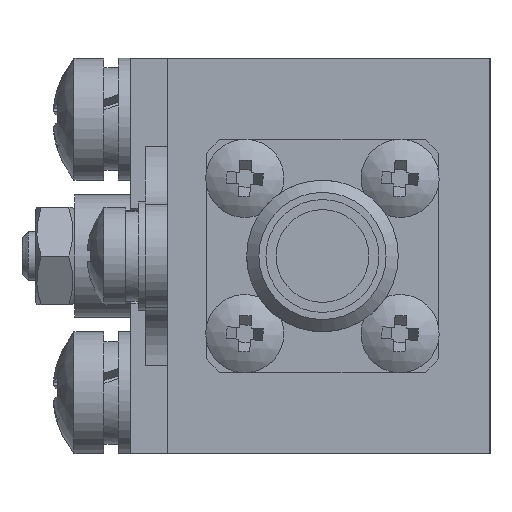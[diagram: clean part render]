
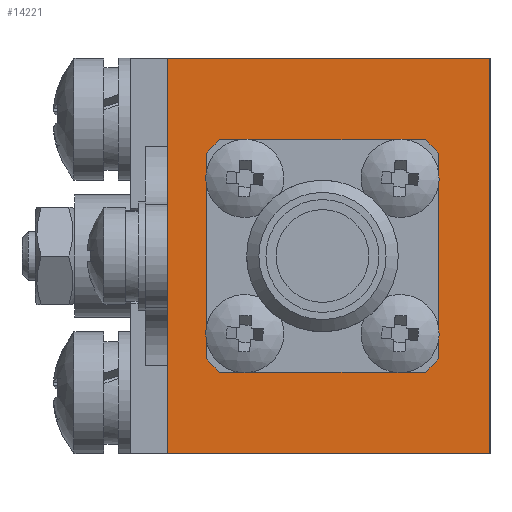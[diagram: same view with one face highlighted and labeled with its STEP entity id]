
A CAD part, left-side view. The second image highlights one B-rep face of the part: STEP entity #14221.
In plain terms, the highlighted planar face has unit normal (-1, 0, 0).
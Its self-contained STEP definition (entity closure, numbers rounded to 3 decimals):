
#14221=ADVANCED_FACE('',(#29609,#29611,#29613,#29615,#29617),#29619,.T.);
#29609=FACE_BOUND('',#29610,.T.);
#29610=EDGE_LOOP('',(#36818,#36819,#36820,#36821));
#29611=FACE_BOUND('',#29612,.T.);
#29612=EDGE_LOOP('',(#36822));
#29613=FACE_BOUND('',#29614,.T.);
#29614=EDGE_LOOP('',(#36823));
#29615=FACE_BOUND('',#29616,.T.);
#29616=EDGE_LOOP('',(#36824));
#29617=FACE_BOUND('',#29618,.T.);
#29618=EDGE_LOOP('',(#36825));
#29619=PLANE('',#29620);
#29620=AXIS2_PLACEMENT_3D('',#29621,#29622,#29623);
#29621=CARTESIAN_POINT('',(-35.3,6.85,0.));
#29622=DIRECTION('',(-1.,0.,0.));
#29623=DIRECTION('',(0.,0.,1.));
#36818=ORIENTED_EDGE('',*,*,#40405,.T.);
#36819=ORIENTED_EDGE('',*,*,#40416,.F.);
#36820=ORIENTED_EDGE('',*,*,#40413,.F.);
#36821=ORIENTED_EDGE('',*,*,#40410,.T.);
#36822=ORIENTED_EDGE('',*,*,#38552,.F.);
#36823=ORIENTED_EDGE('',*,*,#38522,.F.);
#36824=ORIENTED_EDGE('',*,*,#38506,.F.);
#36825=ORIENTED_EDGE('',*,*,#38504,.F.);
#38504=EDGE_CURVE('',#43282,#43282,#43283,.T.);
#38506=EDGE_CURVE('',#43286,#43286,#43287,.T.);
#38522=EDGE_CURVE('',#43318,#43318,#43319,.T.);
#38552=EDGE_CURVE('',#43378,#43378,#43379,.T.);
#40405=EDGE_CURVE('',#46336,#46334,#46337,.T.);
#40410=EDGE_CURVE('',#46339,#46336,#46344,.T.);
#40413=EDGE_CURVE('',#46339,#46348,#46349,.T.);
#40416=EDGE_CURVE('',#46348,#46334,#46352,.T.);
#43282=VERTEX_POINT('',#58453);
#43283=CIRCLE('',#58454,0.8);
#43286=VERTEX_POINT('',#58463);
#43287=CIRCLE('',#58464,0.8);
#43318=VERTEX_POINT('',#58543);
#43319=CIRCLE('',#58544,0.8);
#43378=VERTEX_POINT('',#58693);
#43379=CIRCLE('',#58694,0.8);
#46334=VERTEX_POINT('',#79785);
#46336=VERTEX_POINT('',#79789);
#46337=LINE('',#79790,#79791);
#46339=VERTEX_POINT('',#79796);
#46344=LINE('',#79807,#79808);
#46348=VERTEX_POINT('',#79817);
#46349=LINE('',#79818,#79819);
#46352=LINE('',#79827,#79828);
#58453=CARTESIAN_POINT('',(-35.3,10.072,2.376));
#58454=AXIS2_PLACEMENT_3D('',#58455,#58456,#58457);
#58455=CARTESIAN_POINT('',(-35.3,10.03,3.175));
#58456=DIRECTION('',(-1.,0.,0.));
#58457=DIRECTION('',(0.,-0.052,0.999));
#58463=CARTESIAN_POINT('',(-35.3,3.722,-3.974));
#58464=AXIS2_PLACEMENT_3D('',#58465,#58466,#58467);
#58465=CARTESIAN_POINT('',(-35.3,3.68,-3.175));
#58466=DIRECTION('',(-1.,0.,0.));
#58467=DIRECTION('',(0.,-0.052,0.999));
#58543=CARTESIAN_POINT('',(-35.3,3.722,2.376));
#58544=AXIS2_PLACEMENT_3D('',#58545,#58546,#58547);
#58545=CARTESIAN_POINT('',(-35.3,3.68,3.175));
#58546=DIRECTION('',(-1.,0.,0.));
#58547=DIRECTION('',(0.,-0.052,0.999));
#58693=CARTESIAN_POINT('',(-35.3,10.072,-3.974));
#58694=AXIS2_PLACEMENT_3D('',#58695,#58696,#58697);
#58695=CARTESIAN_POINT('',(-35.3,10.03,-3.175));
#58696=DIRECTION('',(-1.,0.,0.));
#58697=DIRECTION('',(0.,-0.052,0.999));
#79785=CARTESIAN_POINT('',(-35.3,0.,8.1));
#79789=CARTESIAN_POINT('',(-35.3,0.,-8.1));
#79790=CARTESIAN_POINT('',(-35.3,0.,-8.1));
#79791=VECTOR('',#79792,1.);
#79792=DIRECTION('',(0.,0.,1.));
#79796=CARTESIAN_POINT('',(-35.3,13.2,-8.1));
#79807=CARTESIAN_POINT('',(-35.3,13.2,-8.1));
#79808=VECTOR('',#79809,1.);
#79809=DIRECTION('',(0.,-1.,0.));
#79817=CARTESIAN_POINT('',(-35.3,13.2,8.1));
#79818=CARTESIAN_POINT('',(-35.3,13.2,-8.1));
#79819=VECTOR('',#79820,1.);
#79820=DIRECTION('',(0.,0.,1.));
#79827=CARTESIAN_POINT('',(-35.3,13.2,8.1));
#79828=VECTOR('',#79829,1.);
#79829=DIRECTION('',(0.,-1.,0.));
